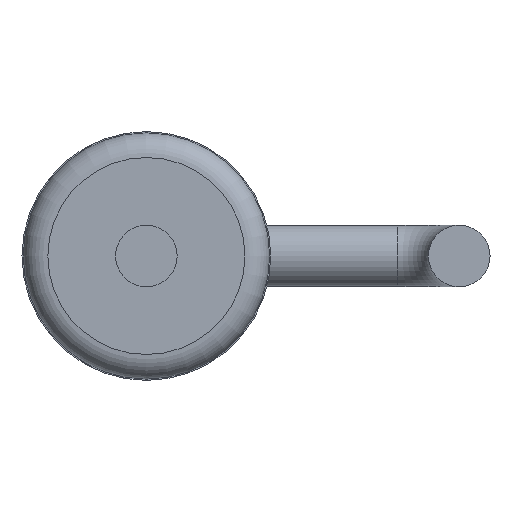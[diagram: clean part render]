
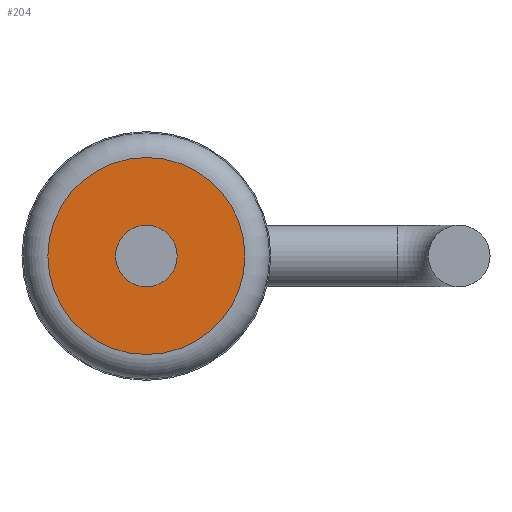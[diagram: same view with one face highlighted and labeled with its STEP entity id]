
A CAD part, front view. The second image highlights one B-rep face of the part: STEP entity #204.
In plain terms, the highlighted planar face has unit normal (0, -1, 0).
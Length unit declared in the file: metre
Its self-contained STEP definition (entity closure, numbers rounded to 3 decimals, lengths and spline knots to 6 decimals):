
#50=ORIENTED_EDGE('',*,*,#69,.T.);
#51=ORIENTED_EDGE('',*,*,#68,.T.);
#68=EDGE_CURVE('',#84,#84,#100,.T.);
#69=EDGE_CURVE('',#85,#85,#101,.T.);
#84=VERTEX_POINT('',#468);
#85=VERTEX_POINT('',#471);
#100=CIRCLE('',#352,0.0008);
#101=CIRCLE('',#354,0.00025);
#130=EDGE_LOOP('',(#50));
#131=EDGE_LOOP('',(#51));
#162=FACE_BOUND('',#130,.T.);
#163=FACE_BOUND('',#131,.T.);
#171=PLANE('',#353);
#204=ADVANCED_FACE('',(#162,#163),#171,.T.);
#352=AXIS2_PLACEMENT_3D('',#467,#414,#415);
#353=AXIS2_PLACEMENT_3D('',#469,#416,#417);
#354=AXIS2_PLACEMENT_3D('',#470,#418,#419);
#414=DIRECTION('',(0.,-1.,0.));
#415=DIRECTION('',(1.,0.,0.));
#416=DIRECTION('',(0.,-1.,0.));
#417=DIRECTION('',(1.,0.,0.));
#418=DIRECTION('',(0.,1.,0.));
#419=DIRECTION('',(1.,0.,0.));
#467=CARTESIAN_POINT('',(0.,0.0005,0.));
#468=CARTESIAN_POINT('',(0.0008,0.0005,0.));
#469=CARTESIAN_POINT('',(0.,0.0005,0.));
#470=CARTESIAN_POINT('',(0.,0.0005,0.));
#471=CARTESIAN_POINT('',(0.00025,0.0005,0.));
